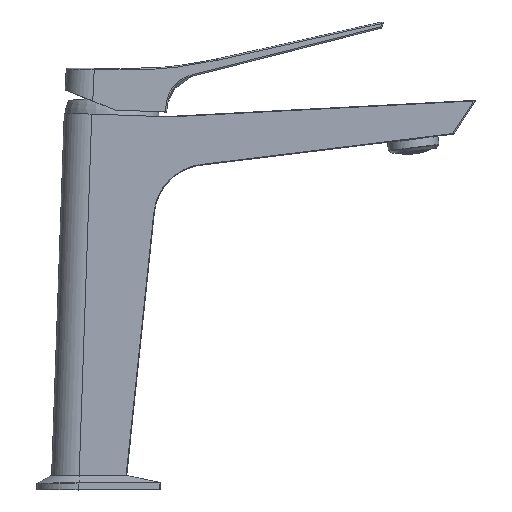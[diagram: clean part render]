
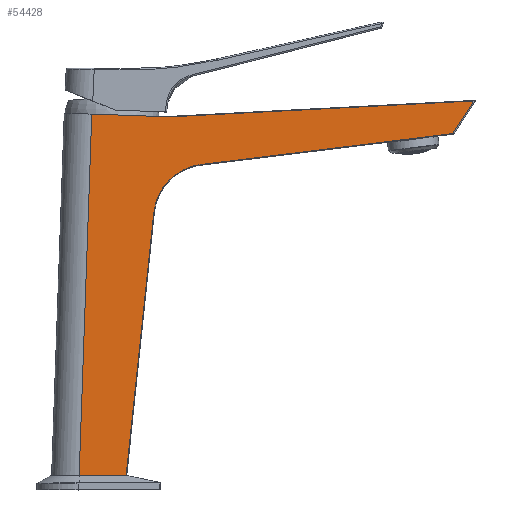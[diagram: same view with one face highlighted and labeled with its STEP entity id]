
A CAD part, top view. The second image highlights one B-rep face of the part: STEP entity #54428.
In plain terms, the highlighted planar face has unit normal (0.026, 0, 1).
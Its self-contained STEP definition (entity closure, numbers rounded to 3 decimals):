
#1349 = CARTESIAN_POINT ( 'NONE',  ( 54.627, 115.999, 18.57 ) ) ;
#1375 = LINE ( 'NONE', #70210, #2045 ) ;
#2045 = VECTOR ( 'NONE', #63985, 1000. ) ;
#3067 = LINE ( 'NONE', #66945, #73373 ) ;
#4300 = DIRECTION ( 'NONE',  ( 0.545, 0.839, -0.014 ) ) ;
#6378 = CARTESIAN_POINT ( 'NONE',  ( 0., 140.046, 20. ) ) ;
#6557 = VERTEX_POINT ( 'NONE', #72935 ) ;
#7186 = EDGE_CURVE ( 'NONE', #68448, #40391, #19524, .T. ) ;
#7566 = CARTESIAN_POINT ( 'NONE',  ( 51.349, 115.119, 18.655 ) ) ;
#9909 = B_SPLINE_CURVE_WITH_KNOTS ( 'NONE', 3,
 ( #32536, #20917, #51608, #32954 ),
 .UNSPECIFIED., .F., .F.,
 ( 4, 4 ),
 ( -0.095, 0. ),
 .UNSPECIFIED. ) ;
#10476 = CARTESIAN_POINT ( 'NONE',  ( 10.268, 0., 19.731 ) ) ;
#12978 = CARTESIAN_POINT ( 'NONE',  ( 39.461, 103.679, 18.967 ) ) ;
#13291 = VECTOR ( 'NONE', #13696, 1000. ) ;
#13696 = DIRECTION ( 'NONE',  ( -0.998, -0.052, 0.026 ) ) ;
#13791 = CARTESIAN_POINT ( 'NONE',  ( 47.295, 113.12, 18.762 ) ) ;
#15512 = LINE ( 'NONE', #40808, #38945 ) ;
#15523 = ORIENTED_EDGE ( 'NONE', *, *, #7186, .T. ) ;
#19524 = LINE ( 'NONE', #70923, #13291 ) ;
#19901 = ORIENTED_EDGE ( 'NONE', *, *, #47016, .T. ) ;
#20263 = CARTESIAN_POINT ( 'NONE',  ( 31.246, 32.747, 19.182 ) ) ;
#20917 = CARTESIAN_POINT ( 'NONE',  ( 87.005, 119.975, 17.722 ) ) ;
#21851 = CARTESIAN_POINT ( 'NONE',  ( 157.404, 139.807, 15.878 ) ) ;
#24232 = CARTESIAN_POINT ( 'NONE',  ( 55.753, 116.137, 18.54 ) ) ;
#25700 = VERTEX_POINT ( 'NONE', #40531 ) ;
#26256 = CARTESIAN_POINT ( 'NONE',  ( 44.601, 111.054, 18.832 ) ) ;
#26459 = EDGE_CURVE ( 'NONE', #40391, #46610, #1375, .T. ) ;
#27452 = VERTEX_POINT ( 'NONE', #24232 ) ;
#27883 = EDGE_LOOP ( 'NONE', ( #39586, #15523, #30508, #77232, #37006, #39617, #19901, #69344 ) ) ;
#29366 = VERTEX_POINT ( 'NONE', #80347 ) ;
#30508 = ORIENTED_EDGE ( 'NONE', *, *, #26459, .T. ) ;
#31372 = CARTESIAN_POINT ( 'NONE',  ( 14.979, 134.91, 19.608 ) ) ;
#31573 = CARTESIAN_POINT ( 'NONE',  ( 55.753, 116.137, 18.54 ) ) ;
#31632 = CARTESIAN_POINT ( 'NONE',  ( 38.125, 98.199, 19.002 ) ) ;
#31675 = DIRECTION ( 'NONE',  ( 0.026, 0., 1. ) ) ;
#32536 = CARTESIAN_POINT ( 'NONE',  ( 55.753, 116.137, 18.54 ) ) ;
#32571 = EDGE_CURVE ( 'NONE', #29366, #68448, #3067, .T. ) ;
#32954 = CARTESIAN_POINT ( 'NONE',  ( 149.508, 127.649, 16.085 ) ) ;
#37006 = ORIENTED_EDGE ( 'NONE', *, *, #79885, .F. ) ;
#37355 = B_SPLINE_CURVE_WITH_KNOTS ( 'NONE', 3,
 ( #64641, #63788, #51781, #77457, #20263, #70425, #52591 ),
 .UNSPECIFIED., .F., .F.,
 ( 4, 3, 4 ),
 ( 0., 0., 0.099 ),
 .UNSPECIFIED. ) ;
#38945 = VECTOR ( 'NONE', #48253, 1000. ) ;
#39081 = CARTESIAN_POINT ( 'NONE',  ( 48.263, 113.703, 18.736 ) ) ;
#39553 = FACE_OUTER_BOUND ( 'NONE', #27883, .T. ) ;
#39586 = ORIENTED_EDGE ( 'NONE', *, *, #32571, .T. ) ;
#39617 = ORIENTED_EDGE ( 'NONE', *, *, #79526, .T. ) ;
#40157 = DIRECTION ( 'NONE',  ( -1., 0., 0.026 ) ) ;
#40391 = VERTEX_POINT ( 'NONE', #56574 ) ;
#40531 = CARTESIAN_POINT ( 'NONE',  ( 27.804, 0., 19.272 ) ) ;
#40808 = CARTESIAN_POINT ( 'NONE',  ( 10.255, -0.358, 19.731 ) ) ;
#43829 = VECTOR ( 'NONE', #40157, 1000. ) ;
#44132 = PLANE ( 'NONE',  #69082 ) ;
#44901 = CARTESIAN_POINT ( 'NONE',  ( 42.29, 108.567, 18.893 ) ) ;
#45571 = LINE ( 'NONE', #70859, #43829 ) ;
#46610 = VERTEX_POINT ( 'NONE', #31372 ) ;
#47016 = EDGE_CURVE ( 'NONE', #6557, #27452, #80050, .T. ) ;
#48253 = DIRECTION ( 'NONE',  ( -0.035, -0.999, 0.001 ) ) ;
#51123 = CARTESIAN_POINT ( 'NONE',  ( 40.994, 106.708, 18.927 ) ) ;
#51532 = CARTESIAN_POINT ( 'NONE',  ( 45.458, 111.791, 18.81 ) ) ;
#51608 = CARTESIAN_POINT ( 'NONE',  ( 118.256, 123.812, 16.903 ) ) ;
#51781 = CARTESIAN_POINT ( 'NONE',  ( 27.806, 0.014, 19.272 ) ) ;
#52591 = CARTESIAN_POINT ( 'NONE',  ( 38.125, 98.199, 19.002 ) ) ;
#54428 = ADVANCED_FACE ( 'NONE', ( #39553 ), #44132, .T. ) ;
#56574 = CARTESIAN_POINT ( 'NONE',  ( 44.377, 133.884, 18.838 ) ) ;
#56921 = CARTESIAN_POINT ( 'NONE',  ( 38.456, 100.437, 18.993 ) ) ;
#57748 = CARTESIAN_POINT ( 'NONE',  ( 43.012, 109.437, 18.874 ) ) ;
#58158 = CARTESIAN_POINT ( 'NONE',  ( 53.521, 115.768, 18.598 ) ) ;
#63194 = VERTEX_POINT ( 'NONE', #10476 ) ;
#63555 = CARTESIAN_POINT ( 'NONE',  ( 40.428, 105.729, 18.941 ) ) ;
#63788 = CARTESIAN_POINT ( 'NONE',  ( 27.805, 0.007, 19.272 ) ) ;
#63964 = EDGE_CURVE ( 'NONE', #27452, #29366, #9909, .T. ) ;
#63985 = DIRECTION ( 'NONE',  ( -0.999, 0.035, 0.026 ) ) ;
#64391 = CARTESIAN_POINT ( 'NONE',  ( 50.296, 114.706, 18.683 ) ) ;
#64641 = CARTESIAN_POINT ( 'NONE',  ( 27.804, 0., 19.272 ) ) ;
#64849 = DIRECTION ( 'NONE',  ( 1., 0., -0.026 ) ) ;
#65423 = EDGE_CURVE ( 'NONE', #46610, #63194, #15512, .T. ) ;
#66945 = CARTESIAN_POINT ( 'NONE',  ( 157.732, 140.313, 15.87 ) ) ;
#68448 = VERTEX_POINT ( 'NONE', #21851 ) ;
#69082 = AXIS2_PLACEMENT_3D ( 'NONE', #6378, #31675, #64849 ) ;
#69344 = ORIENTED_EDGE ( 'NONE', *, *, #63964, .T. ) ;
#69786 = CARTESIAN_POINT ( 'NONE',  ( 39.066, 102.62, 18.977 ) ) ;
#70210 = CARTESIAN_POINT ( 'NONE',  ( 41.084, 133.999, 18.924 ) ) ;
#70425 = CARTESIAN_POINT ( 'NONE',  ( 34.686, 65.473, 19.092 ) ) ;
#70859 = CARTESIAN_POINT ( 'NONE',  ( 0., 0., 20. ) ) ;
#70923 = CARTESIAN_POINT ( 'NONE',  ( 42.091, 133.764, 18.898 ) ) ;
#72935 = CARTESIAN_POINT ( 'NONE',  ( 38.125, 98.199, 19.002 ) ) ;
#73373 = VECTOR ( 'NONE', #4300, 1000. ) ;
#76407 = CARTESIAN_POINT ( 'NONE',  ( 38.244, 99.327, 18.999 ) ) ;
#77232 = ORIENTED_EDGE ( 'NONE', *, *, #65423, .T. ) ;
#77457 = CARTESIAN_POINT ( 'NONE',  ( 27.806, 0.02, 19.272 ) ) ;
#79526 = EDGE_CURVE ( 'NONE', #25700, #6557, #37355, .T. ) ;
#79885 = EDGE_CURVE ( 'NONE', #25700, #63194, #45571, .T. ) ;
#80050 = B_SPLINE_CURVE_WITH_KNOTS ( 'NONE', 3,
 ( #31632, #76407, #56921, #69786, #12978, #63555, #51123, #44901, #57748, #26256, #51532, #13791, #39081, #64391, #7566, #58158, #1349, #31573 ),
 .UNSPECIFIED., .F., .F.,
 ( 4, 2, 2, 2, 2, 2, 2, 2, 4 ),
 ( 0., 0.125, 0.25, 0.375, 0.5, 0.625, 0.75, 0.875, 1. ),
 .UNSPECIFIED. ) ;
#80347 = CARTESIAN_POINT ( 'NONE',  ( 149.508, 127.649, 16.085 ) ) ;
